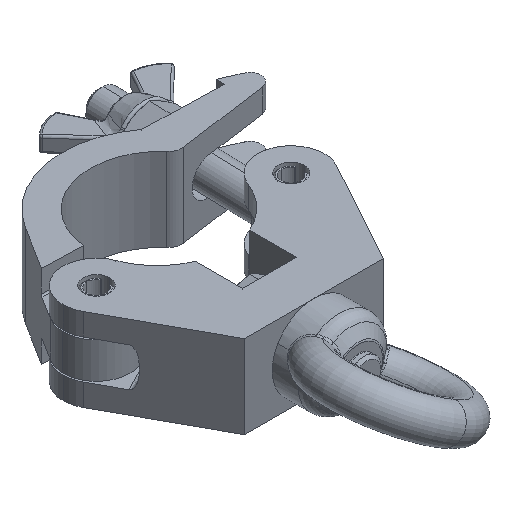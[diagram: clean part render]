
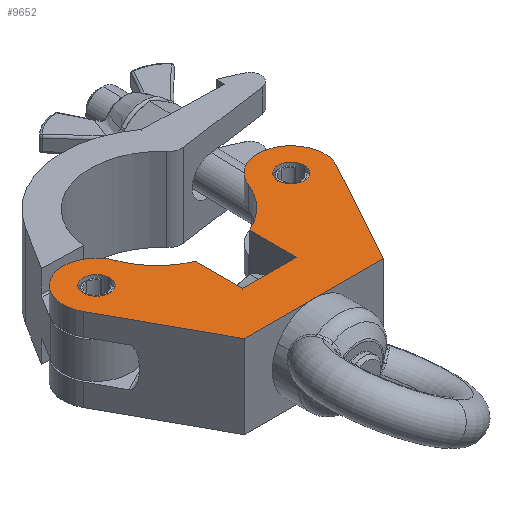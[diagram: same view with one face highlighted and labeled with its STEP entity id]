
A CAD part, isometric view. The second image highlights one B-rep face of the part: STEP entity #9652.
In plain terms, the highlighted planar face has unit normal (0, 0, 1).
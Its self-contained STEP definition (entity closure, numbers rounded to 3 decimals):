
#10 = CARTESIAN_POINT ( 'NONE',  ( 35., 43.22, 14.95 ) ) ;
#113 = VERTEX_POINT ( 'NONE', #9212 ) ;
#134 = EDGE_CURVE ( 'NONE', #9683, #14258, #5364, .T. ) ;
#146 = AXIS2_PLACEMENT_3D ( 'NONE', #8563, #6141, #6240 ) ;
#329 = CARTESIAN_POINT ( 'NONE',  ( 45.524, 37.453, 14.95 ) ) ;
#348 = VECTOR ( 'NONE', #10789, 1000. ) ;
#379 = VERTEX_POINT ( 'NONE', #10756 ) ;
#571 = DIRECTION ( 'NONE',  ( -1., 0., 0. ) ) ;
#626 = CIRCLE ( 'NONE', #11824, 12. ) ;
#630 = VECTOR ( 'NONE', #7701, 1000. ) ;
#770 = CIRCLE ( 'NONE', #2891, 12. ) ;
#827 = AXIS2_PLACEMENT_3D ( 'NONE', #1268, #8204, #7017 ) ;
#1155 = ORIENTED_EDGE ( 'NONE', *, *, #7619, .T. ) ;
#1238 = EDGE_CURVE ( 'NONE', #3038, #9639, #4146, .T. ) ;
#1268 = CARTESIAN_POINT ( 'NONE',  ( 0., 56.402, 14.95 ) ) ;
#1289 = DIRECTION ( 'NONE',  ( 0., 0., 1. ) ) ;
#1367 = CARTESIAN_POINT ( 'NONE',  ( -30.25, 43.22, 14.95 ) ) ;
#1370 = VECTOR ( 'NONE', #3671, 1000. ) ;
#1388 = DIRECTION ( 'NONE',  ( 1., 0., 0. ) ) ;
#1623 = CARTESIAN_POINT ( 'NONE',  ( 23.77, 47.449, 14.95 ) ) ;
#1940 = EDGE_CURVE ( 'NONE', #7855, #14580, #7243, .T. ) ;
#1946 = ORIENTED_EDGE ( 'NONE', *, *, #7875, .T. ) ;
#2318 = LINE ( 'NONE', #10753, #1370 ) ;
#2407 = AXIS2_PLACEMENT_3D ( 'NONE', #10019, #7682, #571 ) ;
#2891 = AXIS2_PLACEMENT_3D ( 'NONE', #6051, #10707, #13159 ) ;
#2933 = AXIS2_PLACEMENT_3D ( 'NONE', #8604, #12307, #8441 ) ;
#3038 = VERTEX_POINT ( 'NONE', #7114 ) ;
#3569 = ORIENTED_EDGE ( 'NONE', *, *, #1238, .T. ) ;
#3671 = DIRECTION ( 'NONE',  ( 1., 0., 0. ) ) ;
#3763 = EDGE_LOOP ( 'NONE', ( #11994, #4168 ) ) ;
#3848 = CIRCLE ( 'NONE', #8510, 25.4 ) ;
#3932 = ORIENTED_EDGE ( 'NONE', *, *, #134, .F. ) ;
#4013 = PLANE ( 'NONE',  #2933 ) ;
#4146 = LINE ( 'NONE', #10147, #630 ) ;
#4168 = ORIENTED_EDGE ( 'NONE', *, *, #1940, .F. ) ;
#4226 = CARTESIAN_POINT ( 'NONE',  ( 35., 43.22, 14.95 ) ) ;
#4304 = VERTEX_POINT ( 'NONE', #14469 ) ;
#4787 = EDGE_CURVE ( 'NONE', #13269, #14691, #9466, .T. ) ;
#4874 = DIRECTION ( 'NONE',  ( -1., 0., 0. ) ) ;
#5253 = EDGE_CURVE ( 'NONE', #14580, #7855, #10047, .T. ) ;
#5364 = CIRCLE ( 'NONE', #15075, 4.75 ) ;
#5556 = EDGE_CURVE ( 'NONE', #4304, #9490, #8694, .T. ) ;
#5563 = CARTESIAN_POINT ( 'NONE',  ( -35., 43.22, 14.95 ) ) ;
#5628 = DIRECTION ( 'NONE',  ( -1., 0., 0. ) ) ;
#5646 = VERTEX_POINT ( 'NONE', #1623 ) ;
#5833 = ORIENTED_EDGE ( 'NONE', *, *, #6566, .T. ) ;
#5858 = ORIENTED_EDGE ( 'NONE', *, *, #5556, .T. ) ;
#5878 = DIRECTION ( 'NONE',  ( 0., 0., 1. ) ) ;
#5948 = CARTESIAN_POINT ( 'NONE',  ( 39.75, 43.22, 14.95 ) ) ;
#6051 = CARTESIAN_POINT ( 'NONE',  ( -35., 43.22, 14.95 ) ) ;
#6085 = AXIS2_PLACEMENT_3D ( 'NONE', #14323, #1289, #1388 ) ;
#6141 = DIRECTION ( 'NONE',  ( 0., 0., 1. ) ) ;
#6195 = DIRECTION ( 'NONE',  ( 0., -1., 0. ) ) ;
#6240 = DIRECTION ( 'NONE',  ( -1., 0., 0. ) ) ;
#6545 = ORIENTED_EDGE ( 'NONE', *, *, #11449, .T. ) ;
#6566 = EDGE_CURVE ( 'NONE', #113, #9704, #770, .T. ) ;
#6757 = DIRECTION ( 'NONE',  ( 0., 0., 1. ) ) ;
#7017 = DIRECTION ( 'NONE',  ( 1., 0., 0. ) ) ;
#7114 = CARTESIAN_POINT ( 'NONE',  ( 25., 0., 14.95 ) ) ;
#7200 = CARTESIAN_POINT ( 'NONE',  ( 9.725, 16., 14.95 ) ) ;
#7243 = CIRCLE ( 'NONE', #6085, 4.75 ) ;
#7439 = VECTOR ( 'NONE', #6195, 1000. ) ;
#7619 = EDGE_CURVE ( 'NONE', #9704, #379, #13517, .T. ) ;
#7682 = DIRECTION ( 'NONE',  ( 0., 0., 1. ) ) ;
#7701 = DIRECTION ( 'NONE',  ( 0.481, 0.877, 0. ) ) ;
#7712 = CIRCLE ( 'NONE', #827, 25.4 ) ;
#7818 = ORIENTED_EDGE ( 'NONE', *, *, #4787, .T. ) ;
#7855 = VERTEX_POINT ( 'NONE', #5948 ) ;
#7875 = EDGE_CURVE ( 'NONE', #14691, #4304, #8623, .T. ) ;
#8029 = EDGE_LOOP ( 'NONE', ( #3932, #10591 ) ) ;
#8077 = ORIENTED_EDGE ( 'NONE', *, *, #12591, .T. ) ;
#8204 = DIRECTION ( 'NONE',  ( 0., 0., -1. ) ) ;
#8286 = EDGE_CURVE ( 'NONE', #5646, #13269, #7712, .T. ) ;
#8327 = VECTOR ( 'NONE', #10842, 1000. ) ;
#8441 = DIRECTION ( 'NONE',  ( 1., 0., 0. ) ) ;
#8510 = AXIS2_PLACEMENT_3D ( 'NONE', #10985, #8606, #4874 ) ;
#8563 = CARTESIAN_POINT ( 'NONE',  ( -35., 43.22, 14.95 ) ) ;
#8604 = CARTESIAN_POINT ( 'NONE',  ( 35., 43.22, 14.95 ) ) ;
#8606 = DIRECTION ( 'NONE',  ( 0., 0., -1. ) ) ;
#8623 = LINE ( 'NONE', #9509, #348 ) ;
#8694 = LINE ( 'NONE', #9431, #8327 ) ;
#8728 = EDGE_CURVE ( 'NONE', #14258, #9683, #14406, .T. ) ;
#8743 = EDGE_CURVE ( 'NONE', #9490, #113, #3848, .T. ) ;
#8962 = VECTOR ( 'NONE', #14641, 1000. ) ;
#9146 = FACE_OUTER_BOUND ( 'NONE', #10058, .T. ) ;
#9212 = CARTESIAN_POINT ( 'NONE',  ( -23.77, 47.449, 14.95 ) ) ;
#9431 = CARTESIAN_POINT ( 'NONE',  ( -9.725, 16., 14.95 ) ) ;
#9466 = LINE ( 'NONE', #11847, #7439 ) ;
#9490 = VERTEX_POINT ( 'NONE', #10294 ) ;
#9509 = CARTESIAN_POINT ( 'NONE',  ( -9.725, 16., 14.95 ) ) ;
#9639 = VERTEX_POINT ( 'NONE', #329 ) ;
#9652 = ADVANCED_FACE ( 'NONE', ( #11624, #9146, #9914 ), #4013, .T. ) ;
#9683 = VERTEX_POINT ( 'NONE', #14411 ) ;
#9704 = VERTEX_POINT ( 'NONE', #12162 ) ;
#9914 = FACE_BOUND ( 'NONE', #8029, .T. ) ;
#10019 = CARTESIAN_POINT ( 'NONE',  ( -35., 43.22, 14.95 ) ) ;
#10047 = CIRCLE ( 'NONE', #12810, 4.75 ) ;
#10058 = EDGE_LOOP ( 'NONE', ( #3569, #10690, #13186, #7818, #1946, #5858, #13622, #5833, #1155, #6545, #8077 ) ) ;
#10129 = CARTESIAN_POINT ( 'NONE',  ( 30.25, 43.22, 14.95 ) ) ;
#10147 = CARTESIAN_POINT ( 'NONE',  ( 25., 0., 14.95 ) ) ;
#10294 = CARTESIAN_POINT ( 'NONE',  ( -9.725, 32.937, 14.95 ) ) ;
#10591 = ORIENTED_EDGE ( 'NONE', *, *, #8728, .F. ) ;
#10687 = DIRECTION ( 'NONE',  ( 1., 0., 0. ) ) ;
#10690 = ORIENTED_EDGE ( 'NONE', *, *, #13125, .T. ) ;
#10707 = DIRECTION ( 'NONE',  ( 0., 0., 1. ) ) ;
#10753 = CARTESIAN_POINT ( 'NONE',  ( -25., 0., 14.95 ) ) ;
#10756 = CARTESIAN_POINT ( 'NONE',  ( -45.524, 37.453, 14.95 ) ) ;
#10789 = DIRECTION ( 'NONE',  ( -1., 0., 0. ) ) ;
#10842 = DIRECTION ( 'NONE',  ( 0., 1., 0. ) ) ;
#10985 = CARTESIAN_POINT ( 'NONE',  ( 0., 56.402, 14.95 ) ) ;
#11145 = DIRECTION ( 'NONE',  ( 1., 0., 0. ) ) ;
#11339 = CARTESIAN_POINT ( 'NONE',  ( 9.725, 32.937, 14.95 ) ) ;
#11449 = EDGE_CURVE ( 'NONE', #379, #15069, #12182, .T. ) ;
#11624 = FACE_BOUND ( 'NONE', #3763, .T. ) ;
#11824 = AXIS2_PLACEMENT_3D ( 'NONE', #10, #5878, #10687 ) ;
#11847 = CARTESIAN_POINT ( 'NONE',  ( 9.725, 16., 14.95 ) ) ;
#11994 = ORIENTED_EDGE ( 'NONE', *, *, #5253, .F. ) ;
#12162 = CARTESIAN_POINT ( 'NONE',  ( -47., 43.22, 14.95 ) ) ;
#12182 = LINE ( 'NONE', #12500, #8962 ) ;
#12307 = DIRECTION ( 'NONE',  ( 0., 0., 1. ) ) ;
#12500 = CARTESIAN_POINT ( 'NONE',  ( -25., 0., 14.95 ) ) ;
#12591 = EDGE_CURVE ( 'NONE', #15069, #3038, #2318, .T. ) ;
#12676 = CARTESIAN_POINT ( 'NONE',  ( -25., 0., 14.95 ) ) ;
#12810 = AXIS2_PLACEMENT_3D ( 'NONE', #4226, #13720, #11145 ) ;
#13125 = EDGE_CURVE ( 'NONE', #9639, #5646, #626, .T. ) ;
#13159 = DIRECTION ( 'NONE',  ( -1., 0., 0. ) ) ;
#13186 = ORIENTED_EDGE ( 'NONE', *, *, #8286, .T. ) ;
#13269 = VERTEX_POINT ( 'NONE', #11339 ) ;
#13517 = CIRCLE ( 'NONE', #2407, 12. ) ;
#13622 = ORIENTED_EDGE ( 'NONE', *, *, #8743, .T. ) ;
#13720 = DIRECTION ( 'NONE',  ( 0., 0., 1. ) ) ;
#14258 = VERTEX_POINT ( 'NONE', #1367 ) ;
#14323 = CARTESIAN_POINT ( 'NONE',  ( 35., 43.22, 14.95 ) ) ;
#14406 = CIRCLE ( 'NONE', #146, 4.75 ) ;
#14411 = CARTESIAN_POINT ( 'NONE',  ( -39.75, 43.22, 14.95 ) ) ;
#14469 = CARTESIAN_POINT ( 'NONE',  ( -9.725, 16., 14.95 ) ) ;
#14580 = VERTEX_POINT ( 'NONE', #10129 ) ;
#14641 = DIRECTION ( 'NONE',  ( 0.481, -0.877, 0. ) ) ;
#14691 = VERTEX_POINT ( 'NONE', #7200 ) ;
#15069 = VERTEX_POINT ( 'NONE', #12676 ) ;
#15075 = AXIS2_PLACEMENT_3D ( 'NONE', #5563, #6757, #5628 ) ;
